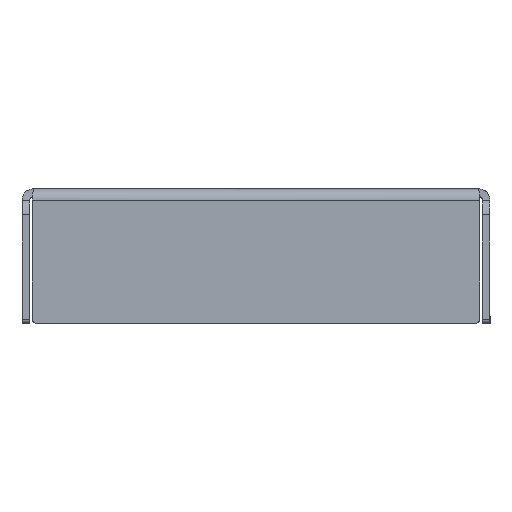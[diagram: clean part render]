
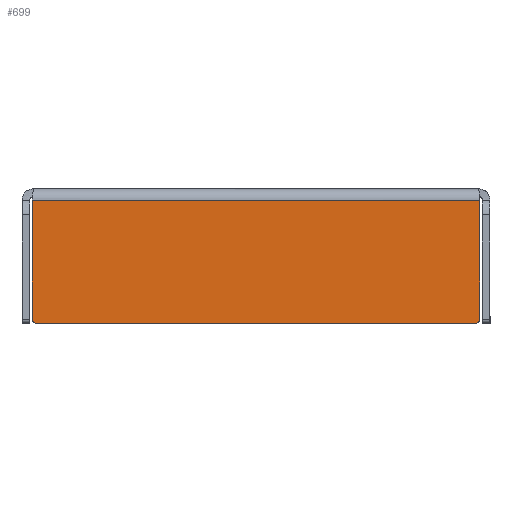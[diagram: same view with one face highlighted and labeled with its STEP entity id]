
A CAD part, left-side view. The second image highlights one B-rep face of the part: STEP entity #699.
In plain terms, the highlighted planar face has unit normal (-1, 0, 0).
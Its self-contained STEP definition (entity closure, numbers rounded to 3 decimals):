
#44 = CARTESIAN_POINT ( 'NONE',  ( -1.5, 0.354, -16.5 ) ) ;
#52 = VERTEX_POINT ( 'NONE', #2255 ) ;
#61 = ORIENTED_EDGE ( 'NONE', *, *, #618, .F. ) ;
#117 = CARTESIAN_POINT ( 'NONE',  ( -1.5, 0., -16.5 ) ) ;
#200 = EDGE_CURVE ( 'NONE', #52, #1027, #2867, .T. ) ;
#248 = ORIENTED_EDGE ( 'NONE', *, *, #1330, .T. ) ;
#277 = CIRCLE ( 'NONE', #1542, 0.5 ) ;
#321 = DIRECTION ( 'NONE',  ( 0., 1., 0. ) ) ;
#345 = DIRECTION ( 'NONE',  ( -1., 0., 0. ) ) ;
#361 = ORIENTED_EDGE ( 'NONE', *, *, #1805, .F. ) ;
#371 = CARTESIAN_POINT ( 'NONE',  ( -1.5, -0.146, -0.5 ) ) ;
#434 = VERTEX_POINT ( 'NONE', #1134 ) ;
#531 = CARTESIAN_POINT ( 'NONE',  ( -1.5, 57.646, -16. ) ) ;
#552 = LINE ( 'NONE', #117, #1964 ) ;
#617 = CARTESIAN_POINT ( 'NONE',  ( -1.5, -0.146, 0. ) ) ;
#618 = EDGE_CURVE ( 'NONE', #1533, #2188, #1509, .T. ) ;
#636 = ORIENTED_EDGE ( 'NONE', *, *, #2235, .F. ) ;
#699 = ADVANCED_FACE ( 'NONE', ( #1592 ), #1979, .F. ) ;
#720 = DIRECTION ( 'NONE',  ( -1., 0., 0. ) ) ;
#801 = AXIS2_PLACEMENT_3D ( 'NONE', #531, #345, #1455 ) ;
#880 = CARTESIAN_POINT ( 'NONE',  ( -1.5, 0., 0. ) ) ;
#1003 = CARTESIAN_POINT ( 'NONE',  ( -1.5, 0., -0.5 ) ) ;
#1027 = VERTEX_POINT ( 'NONE', #2554 ) ;
#1056 = VECTOR ( 'NONE', #2196, 1000. ) ;
#1122 = VECTOR ( 'NONE', #2763, 1000. ) ;
#1134 = CARTESIAN_POINT ( 'NONE',  ( -1.5, -0.146, -16. ) ) ;
#1330 = EDGE_CURVE ( 'NONE', #1643, #434, #277, .T. ) ;
#1333 = LINE ( 'NONE', #2021, #2836 ) ;
#1352 = DIRECTION ( 'NONE',  ( 1., 0., 0. ) ) ;
#1455 = DIRECTION ( 'NONE',  ( 0., 0., -1. ) ) ;
#1509 = LINE ( 'NONE', #1003, #1056 ) ;
#1533 = VERTEX_POINT ( 'NONE', #1818 ) ;
#1542 = AXIS2_PLACEMENT_3D ( 'NONE', #2110, #720, #1694 ) ;
#1562 = LINE ( 'NONE', #617, #1122 ) ;
#1592 = FACE_OUTER_BOUND ( 'NONE', #2319, .T. ) ;
#1643 = VERTEX_POINT ( 'NONE', #44 ) ;
#1694 = DIRECTION ( 'NONE',  ( 0., 0., -1. ) ) ;
#1697 = ORIENTED_EDGE ( 'NONE', *, *, #200, .T. ) ;
#1805 = EDGE_CURVE ( 'NONE', #2188, #434, #1562, .T. ) ;
#1812 = DIRECTION ( 'NONE',  ( 0., 0., -1. ) ) ;
#1818 = CARTESIAN_POINT ( 'NONE',  ( -1.5, 58.146, -0.5 ) ) ;
#1964 = VECTOR ( 'NONE', #321, 1000. ) ;
#1979 = PLANE ( 'NONE',  #2822 ) ;
#2021 = CARTESIAN_POINT ( 'NONE',  ( -1.5, 58.146, -16.5 ) ) ;
#2046 = EDGE_CURVE ( 'NONE', #1643, #1027, #552, .T. ) ;
#2110 = CARTESIAN_POINT ( 'NONE',  ( -1.5, 0.354, -16. ) ) ;
#2188 = VERTEX_POINT ( 'NONE', #371 ) ;
#2196 = DIRECTION ( 'NONE',  ( 0., -1., 0. ) ) ;
#2235 = EDGE_CURVE ( 'NONE', #52, #1533, #1333, .T. ) ;
#2255 = CARTESIAN_POINT ( 'NONE',  ( -1.5, 58.146, -16. ) ) ;
#2319 = EDGE_LOOP ( 'NONE', ( #2729, #248, #361, #61, #636, #1697 ) ) ;
#2554 = CARTESIAN_POINT ( 'NONE',  ( -1.5, 57.646, -16.5 ) ) ;
#2729 = ORIENTED_EDGE ( 'NONE', *, *, #2046, .F. ) ;
#2763 = DIRECTION ( 'NONE',  ( 0., 0., -1. ) ) ;
#2822 = AXIS2_PLACEMENT_3D ( 'NONE', #880, #1352, #1812 ) ;
#2836 = VECTOR ( 'NONE', #2973, 1000. ) ;
#2867 = CIRCLE ( 'NONE', #801, 0.5 ) ;
#2973 = DIRECTION ( 'NONE',  ( 0., 0., 1. ) ) ;
